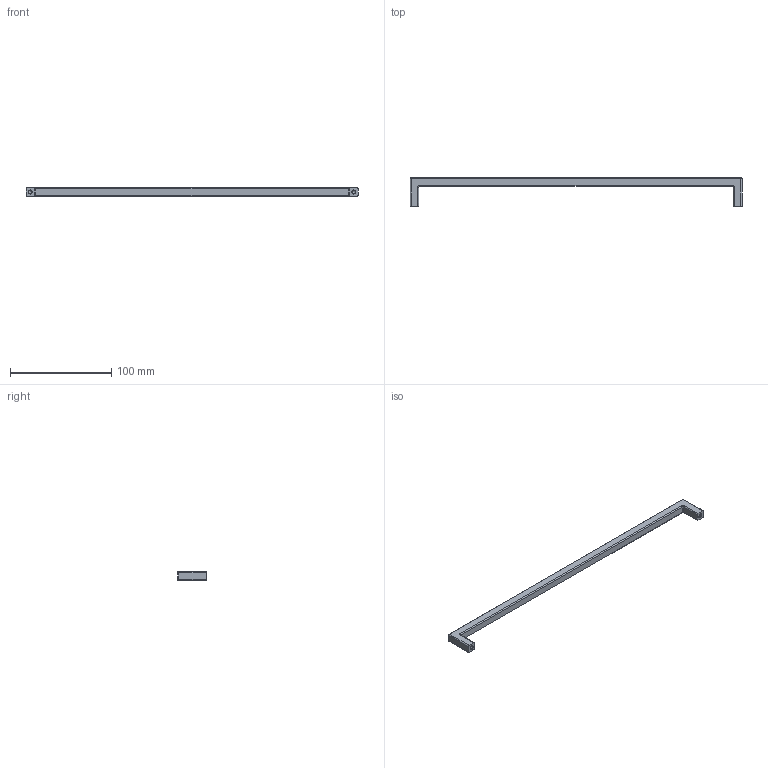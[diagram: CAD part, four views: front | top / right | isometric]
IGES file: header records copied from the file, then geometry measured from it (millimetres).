
Global section: file name: 0056_320_00; native system: Autodesk Inventor 2016; preprocessor: unknown; author: BET; date: 20171114.091511; units: millimetre
Bounding box: 328.5 x 28.5 x 8.5 mm (x, y, z)
Volume: 26169.5 mm3; surface area: 12187.6 mm2
Topology: 1 solids, 1 shells, 40 faces, 100 edges, 58 vertices
Faces by surface type: bspline 40
